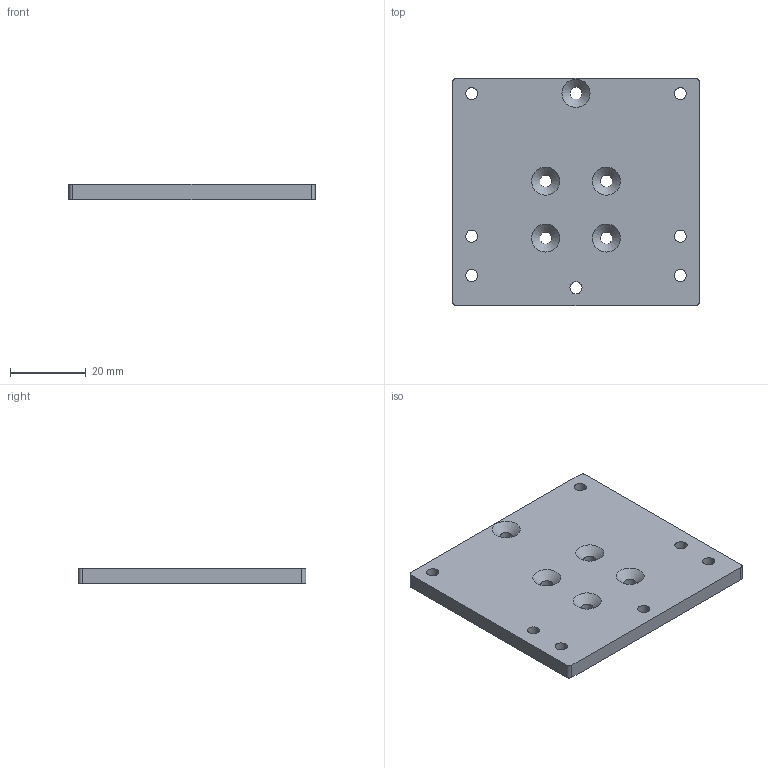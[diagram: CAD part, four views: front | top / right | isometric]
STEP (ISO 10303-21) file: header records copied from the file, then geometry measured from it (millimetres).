
FILE_DESCRIPTION(/* description */ (''),/* implementation_level */ '2;1');
FILE_NAME(/* name */ 'CF extruder carriage.step',/* time_stamp */ '2021-10-03T23:39:30+08:00',/* author */ (''),/* organization */ (''),/* preprocessor_version */ 'ST-DEVELOPER v18.1',/* originating_system */ 'Autodesk Translation Framework v10.10.0.1391',/* authorisation */ '');
FILE_SCHEMA (('AUTOMOTIVE_DESIGN { 1 0 10303 214 3 1 1 }'));
Length unit declared in the file: millimetre
Products named in the file (1): CF extruder carriage
Bounding box: 65 x 60 x 4 mm (x, y, z)
Volume: 15051.2 mm3; surface area: 9047.8 mm2
Topology: 1 solids, 1 shells, 27 faces, 70 edges, 45 vertices
Faces by surface type: cylinder 16, plane 6, cone 5
Full cylindrical faces by diameter (mm): 3.2 x12
Entity records: 929 total; most frequent: DIRECTION 163, CARTESIAN_POINT 143, ORIENTED_EDGE 140, EDGE_CURVE 70, AXIS2_PLACEMENT_3D 65, EDGE_LOOP 51, VERTEX_POINT 45, CIRCLE 37
